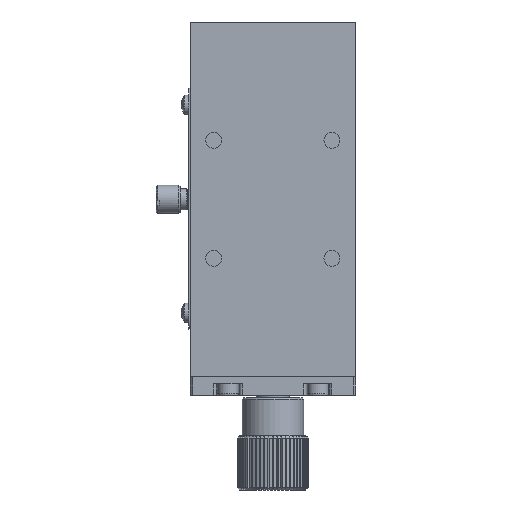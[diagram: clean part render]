
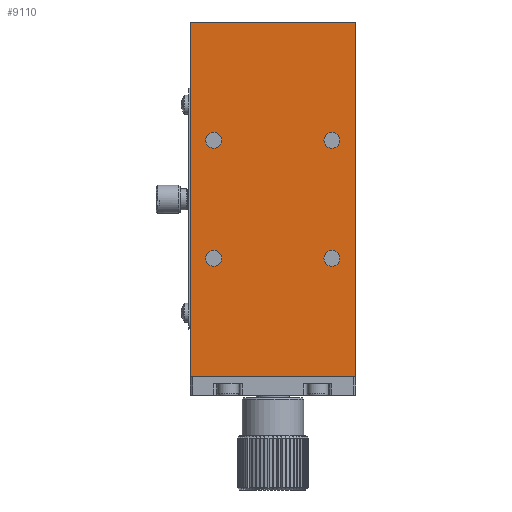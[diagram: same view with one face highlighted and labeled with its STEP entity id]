
A CAD part, front view. The second image highlights one B-rep face of the part: STEP entity #9110.
In plain terms, the highlighted planar face has unit normal (0, -1, 0).
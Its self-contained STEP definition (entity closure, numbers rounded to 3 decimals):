
#37 = FACE_BOUND ( 'NONE', #13023, .T. ) ;
#286 = ORIENTED_EDGE ( 'NONE', *, *, #8186, .F. ) ;
#423 = CARTESIAN_POINT ( 'NONE',  ( -12.5, 0., -25. ) ) ;
#690 = DIRECTION ( 'NONE',  ( 0., 0., -1. ) ) ;
#1401 = ORIENTED_EDGE ( 'NONE', *, *, #11688, .F. ) ;
#1642 = VECTOR ( 'NONE', #16864, 1000. ) ;
#1810 = EDGE_LOOP ( 'NONE', ( #13019 ) ) ;
#1817 = DIRECTION ( 'NONE',  ( 1., 0., 0. ) ) ;
#1950 = VERTEX_POINT ( 'NONE', #13851 ) ;
#1993 = VERTEX_POINT ( 'NONE', #6832 ) ;
#2294 = CARTESIAN_POINT ( 'NONE',  ( 10.8, 0., -25. ) ) ;
#2402 = AXIS2_PLACEMENT_3D ( 'NONE', #423, #10817, #8412 ) ;
#2434 = EDGE_CURVE ( 'NONE', #1950, #1993, #11937, .T. ) ;
#2668 = DIRECTION ( 'NONE',  ( 0., 1., 0. ) ) ;
#2702 = AXIS2_PLACEMENT_3D ( 'NONE', #14989, #3281, #6169 ) ;
#3281 = DIRECTION ( 'NONE',  ( 0., -1., 0. ) ) ;
#3413 = EDGE_LOOP ( 'NONE', ( #8574 ) ) ;
#3680 = FACE_OUTER_BOUND ( 'NONE', #9883, .T. ) ;
#3805 = ORIENTED_EDGE ( 'NONE', *, *, #5554, .F. ) ;
#3823 = VERTEX_POINT ( 'NONE', #2294 ) ;
#3855 = CARTESIAN_POINT ( 'NONE',  ( 17.5, 0., -75. ) ) ;
#4182 = VECTOR ( 'NONE', #13057, 1000. ) ;
#4416 = AXIS2_PLACEMENT_3D ( 'NONE', #3855, #2668, #12996 ) ;
#4536 = CARTESIAN_POINT ( 'NONE',  ( 17.5, 0., 0. ) ) ;
#4597 = LINE ( 'NONE', #7315, #5629 ) ;
#4630 = EDGE_LOOP ( 'NONE', ( #9647 ) ) ;
#4962 = FACE_BOUND ( 'NONE', #1810, .T. ) ;
#5310 = VERTEX_POINT ( 'NONE', #8823 ) ;
#5554 = EDGE_CURVE ( 'NONE', #12926, #5310, #11109, .T. ) ;
#5629 = VECTOR ( 'NONE', #690, 1000. ) ;
#6046 = VERTEX_POINT ( 'NONE', #7081 ) ;
#6128 = CARTESIAN_POINT ( 'NONE',  ( 10.8, 0., -50. ) ) ;
#6169 = DIRECTION ( 'NONE',  ( -1., 0., 0. ) ) ;
#6331 = FACE_BOUND ( 'NONE', #3413, .T. ) ;
#6832 = CARTESIAN_POINT ( 'NONE',  ( -17.5, 0., -75. ) ) ;
#7081 = CARTESIAN_POINT ( 'NONE',  ( -14.2, 0., -50. ) ) ;
#7164 = CARTESIAN_POINT ( 'NONE',  ( -17.5, 0., 0. ) ) ;
#7224 = DIRECTION ( 'NONE',  ( -1., 0., 0. ) ) ;
#7315 = CARTESIAN_POINT ( 'NONE',  ( 17.5, 0., -75. ) ) ;
#7467 = CARTESIAN_POINT ( 'NONE',  ( 12.5, 0., -50. ) ) ;
#7815 = DIRECTION ( 'NONE',  ( 0., -1., 0. ) ) ;
#8186 = EDGE_CURVE ( 'NONE', #5310, #1950, #4597, .T. ) ;
#8243 = VECTOR ( 'NONE', #1817, 1000. ) ;
#8412 = DIRECTION ( 'NONE',  ( -1., 0., 0. ) ) ;
#8574 = ORIENTED_EDGE ( 'NONE', *, *, #10622, .F. ) ;
#8823 = CARTESIAN_POINT ( 'NONE',  ( 17.5, 0., 0. ) ) ;
#9110 = ADVANCED_FACE ( 'NONE', ( #3680, #11449, #4962, #6331, #37 ), #10428, .F. ) ;
#9111 = CARTESIAN_POINT ( 'NONE',  ( 17.5, 0., -75. ) ) ;
#9647 = ORIENTED_EDGE ( 'NONE', *, *, #14600, .F. ) ;
#9883 = EDGE_LOOP ( 'NONE', ( #10269, #11243, #286, #3805 ) ) ;
#9978 = CIRCLE ( 'NONE', #12721, 1.7 ) ;
#10269 = ORIENTED_EDGE ( 'NONE', *, *, #16488, .F. ) ;
#10379 = CARTESIAN_POINT ( 'NONE',  ( 12.5, 0., -25. ) ) ;
#10428 = PLANE ( 'NONE',  #4416 ) ;
#10550 = AXIS2_PLACEMENT_3D ( 'NONE', #7467, #15177, #7224 ) ;
#10622 = EDGE_CURVE ( 'NONE', #6046, #6046, #11693, .T. ) ;
#10817 = DIRECTION ( 'NONE',  ( 0., -1., 0. ) ) ;
#11109 = LINE ( 'NONE', #4536, #8243 ) ;
#11243 = ORIENTED_EDGE ( 'NONE', *, *, #2434, .F. ) ;
#11449 = FACE_BOUND ( 'NONE', #4630, .T. ) ;
#11549 = LINE ( 'NONE', #11641, #1642 ) ;
#11641 = CARTESIAN_POINT ( 'NONE',  ( -17.5, 0., -75. ) ) ;
#11688 = EDGE_CURVE ( 'NONE', #15273, #15273, #12213, .T. ) ;
#11693 = CIRCLE ( 'NONE', #2702, 1.7 ) ;
#11937 = LINE ( 'NONE', #9111, #4182 ) ;
#12184 = CIRCLE ( 'NONE', #10550, 1.7 ) ;
#12213 = CIRCLE ( 'NONE', #2402, 1.7 ) ;
#12721 = AXIS2_PLACEMENT_3D ( 'NONE', #10379, #7815, #14493 ) ;
#12874 = VERTEX_POINT ( 'NONE', #6128 ) ;
#12926 = VERTEX_POINT ( 'NONE', #7164 ) ;
#12996 = DIRECTION ( 'NONE',  ( -1., 0., 0. ) ) ;
#13019 = ORIENTED_EDGE ( 'NONE', *, *, #13101, .F. ) ;
#13023 = EDGE_LOOP ( 'NONE', ( #1401 ) ) ;
#13057 = DIRECTION ( 'NONE',  ( -1., 0., 0. ) ) ;
#13101 = EDGE_CURVE ( 'NONE', #12874, #12874, #12184, .T. ) ;
#13851 = CARTESIAN_POINT ( 'NONE',  ( 17.5, 0., -75. ) ) ;
#14493 = DIRECTION ( 'NONE',  ( -1., 0., 0. ) ) ;
#14600 = EDGE_CURVE ( 'NONE', #3823, #3823, #9978, .T. ) ;
#14989 = CARTESIAN_POINT ( 'NONE',  ( -12.5, 0., -50. ) ) ;
#15177 = DIRECTION ( 'NONE',  ( 0., -1., 0. ) ) ;
#15192 = CARTESIAN_POINT ( 'NONE',  ( -14.2, 0., -25. ) ) ;
#15273 = VERTEX_POINT ( 'NONE', #15192 ) ;
#16488 = EDGE_CURVE ( 'NONE', #1993, #12926, #11549, .T. ) ;
#16864 = DIRECTION ( 'NONE',  ( 0., 0., 1. ) ) ;
